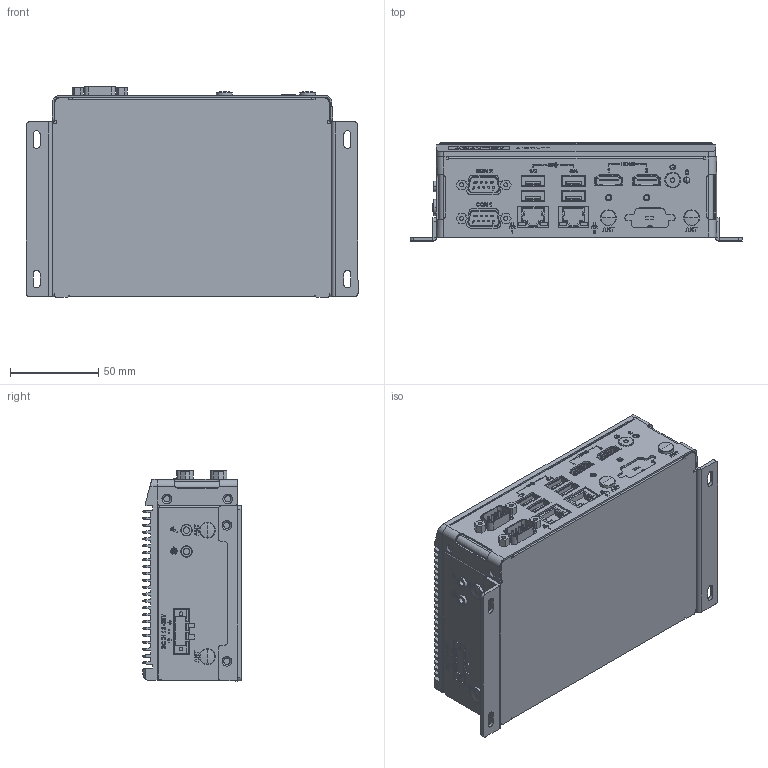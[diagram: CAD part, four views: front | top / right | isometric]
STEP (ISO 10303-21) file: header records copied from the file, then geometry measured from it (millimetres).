
FILE_DESCRIPTION (( 'STEP AP203' ), '1' );
FILE_NAME ('ARK-11.STEP', '2022-04-07T05:29:52', ( '' ), ( '' ), 'SwSTEP 2.0', 'SolidWorks 2020', '' );
FILE_SCHEMA (( 'CONFIG_CONTROL_DESIGN' ));
Products named in the file (1): ARK-11
Bounding box: 188 x 55.5 x 119.26 mm (x, y, z)
Volume: 891917.3 mm3; surface area: 144714.7 mm2
Topology: 3 solids, 9 shells, 4264 faces, 11905 edges, 7822 vertices
Faces by surface type: plane 2787, cylinder 700, bspline 694, cone 40, torus 33, sphere 10
Entity records: 148219 total; most frequent: CARTESIAN_POINT 42410, ORIENTED_EDGE 23802, DIRECTION 18854, EDGE_CURVE 11901, LINE 8754, VECTOR 8754, VERTEX_POINT 7820, AXIS2_PLACEMENT_3D 5050
